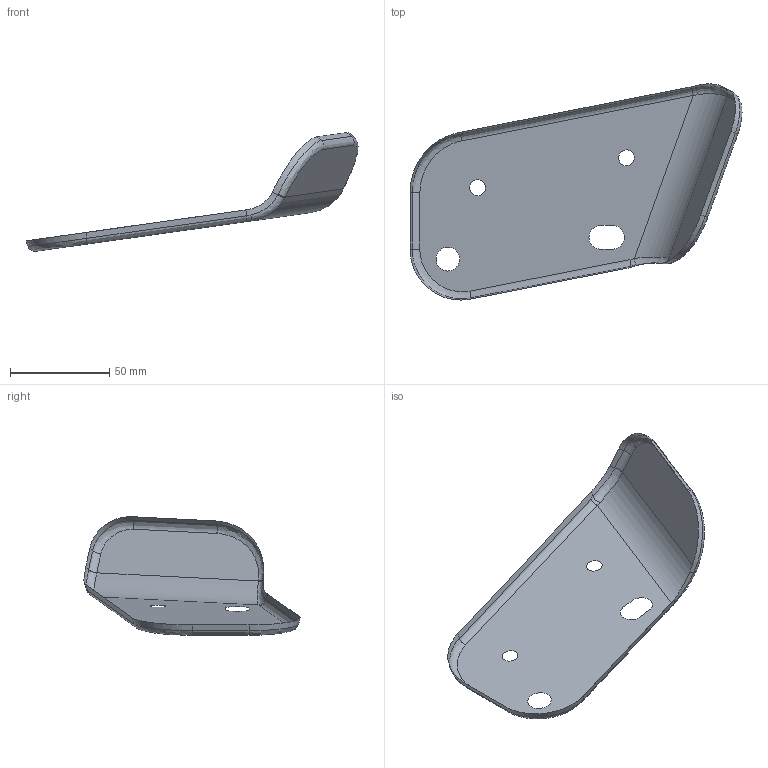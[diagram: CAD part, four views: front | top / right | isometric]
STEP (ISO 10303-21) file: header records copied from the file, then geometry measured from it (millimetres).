
FILE_DESCRIPTION(('CATIA V5 STEP Exchange'),'2;1');
FILE_NAME('Ford_Hood_Hinge_Reinf_001.stp','2015-05-05T17:49:16+00:00',('none'),('none'),'Version 5-6 Release 2012','CATIA V5 STEP AP203','none');
FILE_SCHEMA(('CONFIG_CONTROL_DESIGN'));
Length unit declared in the file: millimetre
Products named in the file (1): Ford_Hood_Hinge_Reinf_001
Bounding box: 167.27 x 108.89 x 59.76 mm (x, y, z)
Surface area: 16551.3 mm2 (no closed solid volume)
Topology: 0 solids, 1 shells, 29 faces, 80 edges, 53 vertices
Faces by surface type: bspline 26, plane 2, cylinder 1
Entity records: 6850 total; most frequent: CARTESIAN_POINT 6290, ORIENTED_EDGE 137, EDGE_CURVE 79, B_SPLINE_CURVE_WITH_KNOTS 76, VERTEX_POINT 51, EDGE_LOOP 33, ADVANCED_FACE 29, FACE_OUTER_BOUND 29
